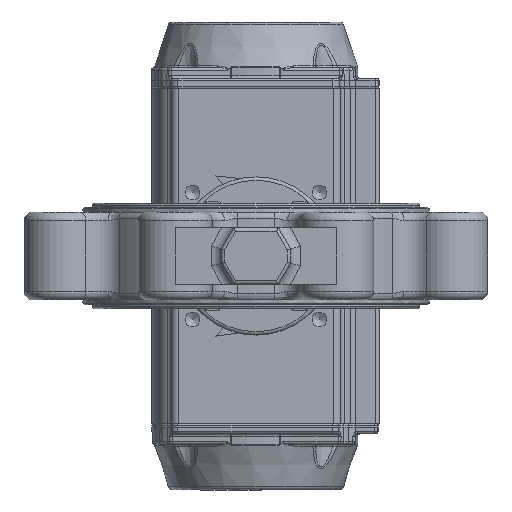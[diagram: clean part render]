
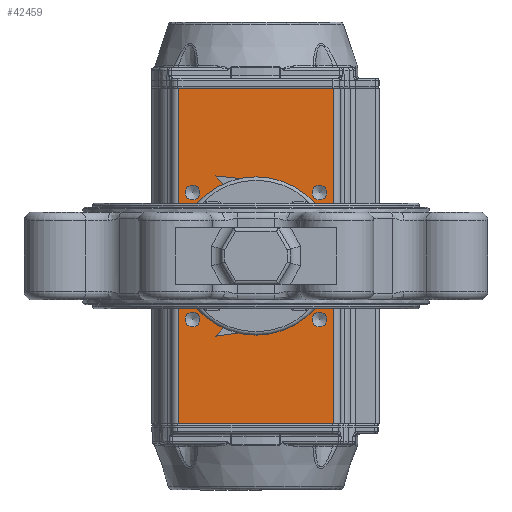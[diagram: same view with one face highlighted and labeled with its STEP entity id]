
A CAD part, front view. The second image highlights one B-rep face of the part: STEP entity #42459.
In plain terms, the highlighted planar face has unit normal (0, -1, 0).
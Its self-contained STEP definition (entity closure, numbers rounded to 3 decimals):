
#4851=LINE('',#70502,#7153);
#4852=LINE('',#70504,#7154);
#4853=LINE('',#70506,#7155);
#4854=LINE('',#70508,#7156);
#7153=VECTOR('',#52655,1000.);
#7154=VECTOR('',#52658,1000.);
#7155=VECTOR('',#52659,1000.);
#7156=VECTOR('',#52660,1000.);
#12243=ORIENTED_EDGE('',*,*,#23343,.F.);
#12244=ORIENTED_EDGE('',*,*,#23342,.T.);
#12245=ORIENTED_EDGE('',*,*,#23344,.T.);
#12246=ORIENTED_EDGE('',*,*,#23345,.F.);
#12247=ORIENTED_EDGE('',*,*,#23346,.T.);
#12248=ORIENTED_EDGE('',*,*,#23347,.T.);
#12249=ORIENTED_EDGE('',*,*,#23348,.T.);
#12250=ORIENTED_EDGE('',*,*,#23349,.T.);
#12251=ORIENTED_EDGE('',*,*,#23350,.T.);
#12252=ORIENTED_EDGE('',*,*,#23351,.T.);
#12253=ORIENTED_EDGE('',*,*,#23352,.T.);
#12254=ORIENTED_EDGE('',*,*,#23353,.T.);
#12255=ORIENTED_EDGE('',*,*,#23354,.T.);
#23342=EDGE_CURVE('',#29176,#29178,#4851,.T.);
#23343=EDGE_CURVE('',#29176,#29179,#4852,.T.);
#23344=EDGE_CURVE('',#29178,#29180,#4853,.T.);
#23345=EDGE_CURVE('',#29179,#29180,#4854,.T.);
#23346=EDGE_CURVE('',#29181,#29181,#32853,.T.);
#23347=EDGE_CURVE('',#29182,#29182,#32854,.T.);
#23348=EDGE_CURVE('',#29183,#29183,#32855,.T.);
#23349=EDGE_CURVE('',#29184,#29184,#32856,.T.);
#23350=EDGE_CURVE('',#29185,#29185,#32857,.T.);
#23351=EDGE_CURVE('',#29186,#29186,#32858,.T.);
#23352=EDGE_CURVE('',#29187,#29187,#32859,.T.);
#23353=EDGE_CURVE('',#29188,#29188,#32860,.T.);
#23354=EDGE_CURVE('',#29189,#29189,#32861,.T.);
#29176=VERTEX_POINT('',#70497);
#29178=VERTEX_POINT('',#70501);
#29179=VERTEX_POINT('',#70505);
#29180=VERTEX_POINT('',#70507);
#29181=VERTEX_POINT('',#70510);
#29182=VERTEX_POINT('',#70512);
#29183=VERTEX_POINT('',#70514);
#29184=VERTEX_POINT('',#70516);
#29185=VERTEX_POINT('',#70518);
#29186=VERTEX_POINT('',#70520);
#29187=VERTEX_POINT('',#70522);
#29188=VERTEX_POINT('',#70524);
#29189=VERTEX_POINT('',#70526);
#32853=CIRCLE('',#46317,3.324);
#32854=CIRCLE('',#46318,3.324);
#32855=CIRCLE('',#46319,3.324);
#32856=CIRCLE('',#46320,3.323);
#32857=CIRCLE('',#46321,4.188);
#32858=CIRCLE('',#46322,4.188);
#32859=CIRCLE('',#46323,4.188);
#32860=CIRCLE('',#46324,4.188);
#32861=CIRCLE('',#46325,21.6);
#35183=EDGE_LOOP('',(#12243,#12244,#12245,#12246));
#35184=EDGE_LOOP('',(#12247));
#35185=EDGE_LOOP('',(#12248));
#35186=EDGE_LOOP('',(#12249));
#35187=EDGE_LOOP('',(#12250));
#35188=EDGE_LOOP('',(#12251));
#35189=EDGE_LOOP('',(#12252));
#35190=EDGE_LOOP('',(#12253));
#35191=EDGE_LOOP('',(#12254));
#35192=EDGE_LOOP('',(#12255));
#38484=FACE_BOUND('',#35183,.T.);
#38485=FACE_BOUND('',#35184,.T.);
#38486=FACE_BOUND('',#35185,.T.);
#38487=FACE_BOUND('',#35186,.T.);
#38488=FACE_BOUND('',#35187,.T.);
#38489=FACE_BOUND('',#35188,.T.);
#38490=FACE_BOUND('',#35189,.T.);
#38491=FACE_BOUND('',#35190,.T.);
#38492=FACE_BOUND('',#35191,.T.);
#38493=FACE_BOUND('',#35192,.T.);
#41160=PLANE('',#46316);
#42459=ADVANCED_FACE('',(#38484,#38485,#38486,#38487,#38488,#38489,#38490,
#38491,#38492,#38493),#41160,.T.);
#46316=AXIS2_PLACEMENT_3D('',#70503,#52656,#52657);
#46317=AXIS2_PLACEMENT_3D('',#70509,#52661,#52662);
#46318=AXIS2_PLACEMENT_3D('',#70511,#52663,#52664);
#46319=AXIS2_PLACEMENT_3D('',#70513,#52665,#52666);
#46320=AXIS2_PLACEMENT_3D('',#70515,#52667,#52668);
#46321=AXIS2_PLACEMENT_3D('',#70517,#52669,#52670);
#46322=AXIS2_PLACEMENT_3D('',#70519,#52671,#52672);
#46323=AXIS2_PLACEMENT_3D('',#70521,#52673,#52674);
#46324=AXIS2_PLACEMENT_3D('',#70523,#52675,#52676);
#46325=AXIS2_PLACEMENT_3D('',#70525,#52677,#52678);
#52655=DIRECTION('',(0.,0.,-1.));
#52656=DIRECTION('',(0.,-1.,0.));
#52657=DIRECTION('',(1.,0.,0.));
#52658=DIRECTION('',(1.,0.,0.));
#52659=DIRECTION('',(1.,0.,0.));
#52660=DIRECTION('',(0.,0.,-1.));
#52661=DIRECTION('',(0.,1.,0.));
#52662=DIRECTION('',(1.,0.,0.));
#52663=DIRECTION('',(0.,1.,0.));
#52664=DIRECTION('',(0.,0.,-1.));
#52665=DIRECTION('',(0.,1.,0.));
#52666=DIRECTION('',(1.,0.,0.));
#52667=DIRECTION('',(0.,1.,0.));
#52668=DIRECTION('',(0.,0.,-1.));
#52669=DIRECTION('',(0.,1.,0.));
#52670=DIRECTION('',(1.,0.,0.));
#52671=DIRECTION('',(0.,1.,0.));
#52672=DIRECTION('',(0.,0.,-1.));
#52673=DIRECTION('',(0.,1.,0.));
#52674=DIRECTION('',(1.,0.,0.));
#52675=DIRECTION('',(0.,1.,0.));
#52676=DIRECTION('',(0.,0.,-1.));
#52677=DIRECTION('',(0.,1.,0.));
#52678=DIRECTION('',(1.,0.,0.));
#70497=CARTESIAN_POINT('',(-44.,-68.,190.));
#70501=CARTESIAN_POINT('',(-44.,-68.,0.));
#70502=CARTESIAN_POINT('',(-44.,-68.,0.));
#70503=CARTESIAN_POINT('',(-44.,-68.,0.));
#70504=CARTESIAN_POINT('',(6.471,-68.,190.));
#70505=CARTESIAN_POINT('',(44.,-68.,190.));
#70506=CARTESIAN_POINT('',(6.471,-68.,0.));
#70507=CARTESIAN_POINT('',(44.,-68.,0.));
#70508=CARTESIAN_POINT('',(44.,-68.,0.));
#70509=CARTESIAN_POINT('',(24.749,-68.,119.749));
#70510=CARTESIAN_POINT('',(28.072,-68.,119.749));
#70511=CARTESIAN_POINT('',(24.749,-68.,70.251));
#70512=CARTESIAN_POINT('',(24.749,-68.,66.928));
#70513=CARTESIAN_POINT('',(-24.749,-68.,70.251));
#70514=CARTESIAN_POINT('',(-21.425,-68.,70.251));
#70515=CARTESIAN_POINT('',(-24.749,-68.,119.749));
#70516=CARTESIAN_POINT('',(-24.749,-68.,116.425));
#70517=CARTESIAN_POINT('',(36.062,-68.,131.062));
#70518=CARTESIAN_POINT('',(40.25,-68.,131.062));
#70519=CARTESIAN_POINT('',(36.062,-68.,58.938));
#70520=CARTESIAN_POINT('',(36.062,-68.,54.75));
#70521=CARTESIAN_POINT('',(-36.062,-68.,58.938));
#70522=CARTESIAN_POINT('',(-31.874,-68.,58.938));
#70523=CARTESIAN_POINT('',(-36.062,-68.,131.062));
#70524=CARTESIAN_POINT('',(-36.062,-68.,126.874));
#70525=CARTESIAN_POINT('',(0.,-68.,95.));
#70526=CARTESIAN_POINT('',(21.6,-68.,95.));
